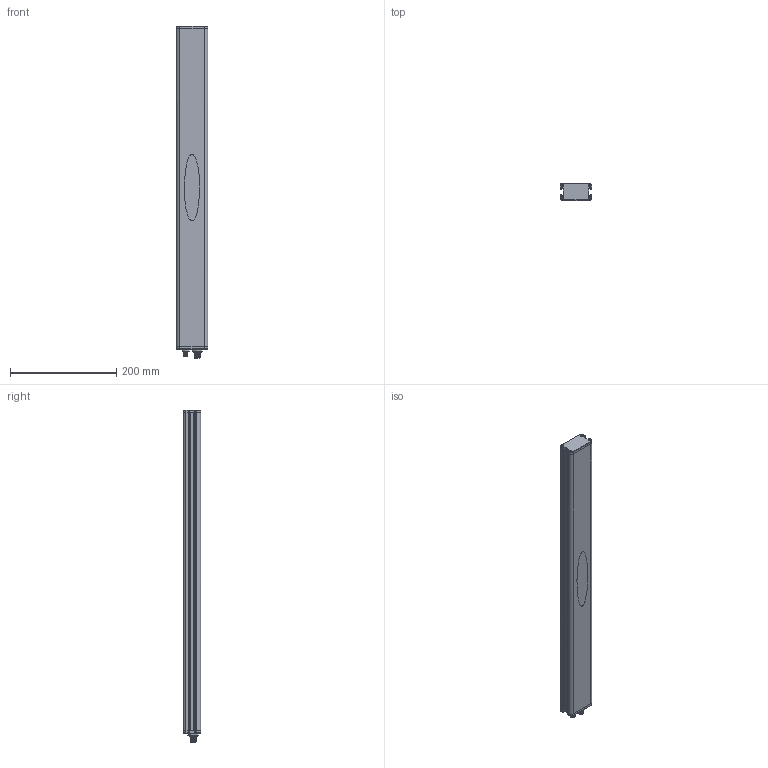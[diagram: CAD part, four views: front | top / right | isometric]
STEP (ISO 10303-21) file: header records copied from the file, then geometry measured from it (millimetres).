
FILE_DESCRIPTION((''),'2;1');
FILE_NAME('142123_SW','2010-06-18T',('banengservice'),('BANNER ENGINEERING'),'PRO/ENGINEER BY PARAMETRIC TECHNOLOGY CORPORATION, 2009141','PRO/ENGINEER BY PARAMETRIC TECHNOLOGY CORPORATION, 2009141','');
FILE_SCHEMA(('CONFIG_CONTROL_DESIGN'));
Length unit declared in the file: inch
Products named in the file (1): 142123_SW
Bounding box: 59.4 x 32.7 x 623.76 mm (x, y, z)
Volume: 400514.4 mm3; surface area: 255800.5 mm2
Topology: 1 solids, 1 shells, 669 faces, 1840 edges, 1182 vertices
Faces by surface type: plane 315, cylinder 264, bspline 52, cone 18, torus 10, sphere 8, extrusion 2
Entity records: 39777 total; most frequent: CARTESIAN_POINT 23138, ORIENTED_EDGE 3680, DIRECTION 3206, EDGE_CURVE 1840, VERTEX_POINT 1182, AXIS2_PLACEMENT_3D 1141, VECTOR 924, LINE 922
